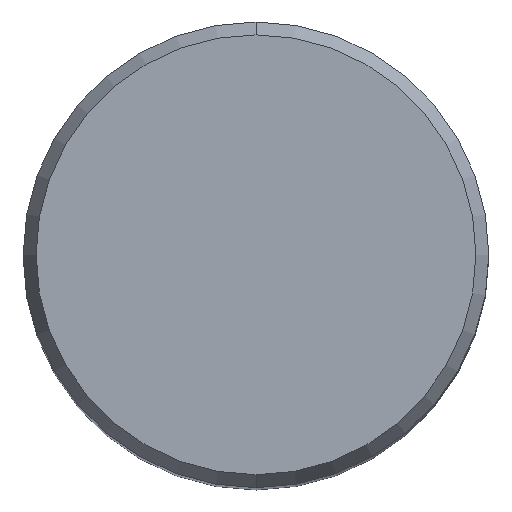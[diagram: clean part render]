
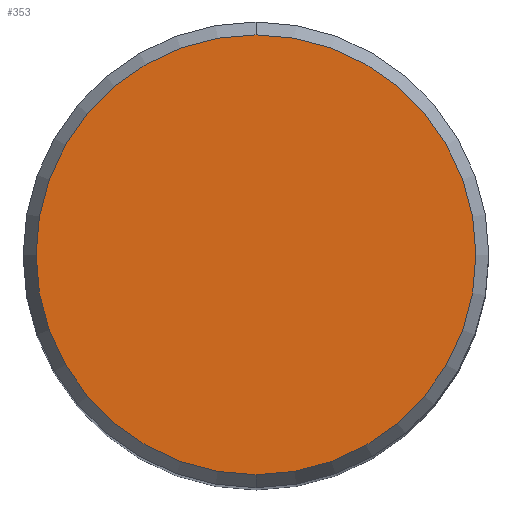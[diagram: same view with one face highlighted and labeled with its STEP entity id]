
A CAD part, top view. The second image highlights one B-rep face of the part: STEP entity #353.
In plain terms, the highlighted planar face has unit normal (0, 0, 1).
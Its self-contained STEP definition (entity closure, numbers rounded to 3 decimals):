
#189=EDGE_CURVE('',#345,#279,#482,.T.);
#191=EDGE_CURVE('',#279,#345,#484,.T.);
#279=VERTEX_POINT('',#583);
#345=VERTEX_POINT('',#653);
#353=ADVANCED_FACE('',(#661),#662,.T.);
#482=CIRCLE('',#818,11.807);
#484=CIRCLE('',#821,11.807);
#583=CARTESIAN_POINT('',(0.,-11.807,70.969));
#653=CARTESIAN_POINT('',(0.0,11.807,70.969));
#661=FACE_OUTER_BOUND('',#1167,.T.);
#662=PLANE('',#1168);
#818=AXIS2_PLACEMENT_3D('',#1439,#1440,#1441);
#821=AXIS2_PLACEMENT_3D('',#1442,#1443,#1444);
#1167=EDGE_LOOP('',(#1637,#1638));
#1168=AXIS2_PLACEMENT_3D('',#1639,#1640,#1641);
#1439=CARTESIAN_POINT('',(0.0,0.0,70.969));
#1440=DIRECTION('',(0.0,0.0,-1.0));
#1441=DIRECTION('',(0.0,1.0,0.0));
#1442=CARTESIAN_POINT('',(0.0,0.0,70.969));
#1443=DIRECTION('',(0.0,0.0,-1.0));
#1444=DIRECTION('',(0.0,1.0,0.0));
#1637=ORIENTED_EDGE('',*,*,#189,.F.);
#1638=ORIENTED_EDGE('',*,*,#191,.F.);
#1639=CARTESIAN_POINT('',(0.0,5.904,70.969));
#1640=DIRECTION('',(-0.0,0.0,1.0));
#1641=DIRECTION('',(0.0,-1.0,0.0));
